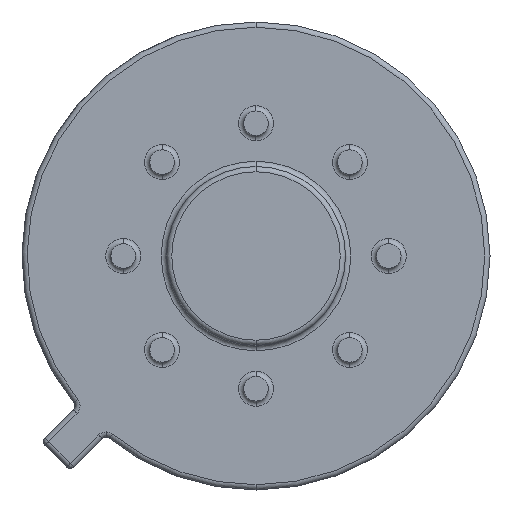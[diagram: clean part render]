
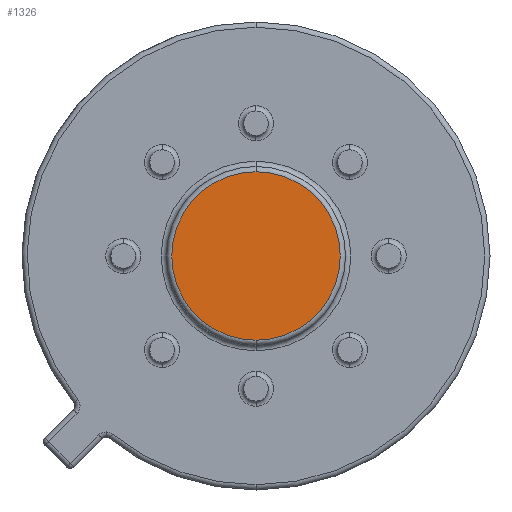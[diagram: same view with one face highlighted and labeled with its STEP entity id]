
A CAD part, front view. The second image highlights one B-rep face of the part: STEP entity #1326.
In plain terms, the highlighted planar face has unit normal (0, -1, 0).
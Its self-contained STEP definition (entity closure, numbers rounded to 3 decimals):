
#236 = CARTESIAN_POINT ( 'NONE',  ( 0., -0.635, 1.612 ) ) ;
#261 = DIRECTION ( 'NONE',  ( 0., 0., -1. ) ) ;
#262 = DIRECTION ( 'NONE',  ( 0., -1., 0. ) ) ;
#263 = CARTESIAN_POINT ( 'NONE',  ( 0., -0.635, 0. ) ) ;
#264 = AXIS2_PLACEMENT_3D ( 'NONE', #263, #262, #261 ) ;
#275 = CIRCLE ( 'NONE', #264, 1.612 ) ;
#321 = CARTESIAN_POINT ( 'NONE',  ( 0., -0.635, -1.612 ) ) ;
#1295 = EDGE_LOOP ( 'NONE', ( #1301, #1305 ) ) ;
#1301 = ORIENTED_EDGE ( 'NONE', *, *, #1745, .T. ) ;
#1305 = ORIENTED_EDGE ( 'NONE', *, *, #1348, .T. ) ;
#1326 = ADVANCED_FACE ( 'NONE', ( #2189 ), #2279, .T. ) ;
#1348 = EDGE_CURVE ( 'NONE', #1732, #1764, #2380, .T. ) ;
#1732 = VERTEX_POINT ( 'NONE', #236 ) ;
#1745 = EDGE_CURVE ( 'NONE', #1764, #1732, #275, .T. ) ;
#1764 = VERTEX_POINT ( 'NONE', #321 ) ;
#2189 = FACE_OUTER_BOUND ( 'NONE', #1295, .T. ) ;
#2253 = CARTESIAN_POINT ( 'NONE',  ( 0., -0.635, 0. ) ) ;
#2263 = AXIS2_PLACEMENT_3D ( 'NONE', #2253, #2278, #2283 ) ;
#2278 = DIRECTION ( 'NONE',  ( 0., -1., 0. ) ) ;
#2279 = PLANE ( 'NONE',  #2263 ) ;
#2283 = DIRECTION ( 'NONE',  ( 0., 0., -1. ) ) ;
#2339 = DIRECTION ( 'NONE',  ( 0., -1., 0. ) ) ;
#2350 = DIRECTION ( 'NONE',  ( 0., 0., -1. ) ) ;
#2380 = CIRCLE ( 'NONE', #2382, 1.612 ) ;
#2382 = AXIS2_PLACEMENT_3D ( 'NONE', #2385, #2339, #2350 ) ;
#2385 = CARTESIAN_POINT ( 'NONE',  ( 0., -0.635, 0. ) ) ;
